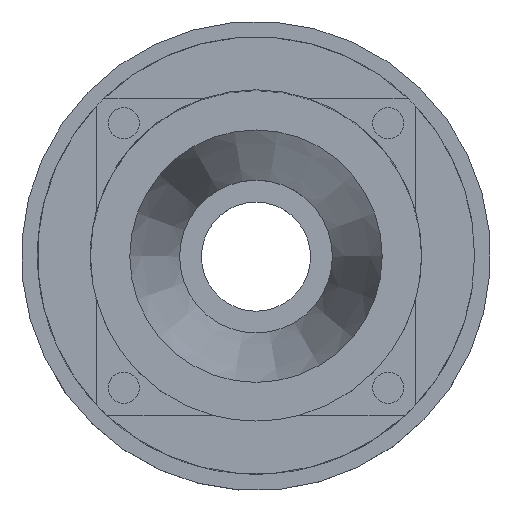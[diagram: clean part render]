
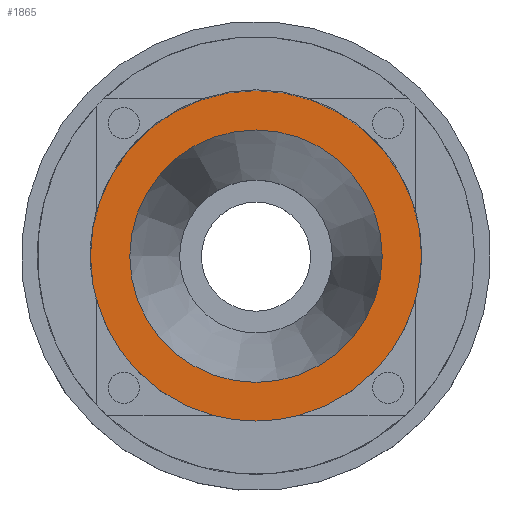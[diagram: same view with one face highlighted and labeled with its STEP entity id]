
A CAD part, top view. The second image highlights one B-rep face of the part: STEP entity #1865.
In plain terms, the highlighted planar face has unit normal (0, 0, 1).
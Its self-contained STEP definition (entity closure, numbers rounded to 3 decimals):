
#25=FACE_BOUND('',#239,.T.);
#53=PLANE('',#1991);
#132=FACE_OUTER_BOUND('',#238,.T.);
#238=EDGE_LOOP('',(#1309));
#239=EDGE_LOOP('',(#1310));
#364=CIRCLE('',#1987,16.199);
#367=CIRCLE('',#1992,21.25);
#819=VERTEX_POINT('',#3260);
#822=VERTEX_POINT('',#3270);
#1013=EDGE_CURVE('',#819,#819,#364,.T.);
#1018=EDGE_CURVE('',#822,#822,#367,.T.);
#1309=ORIENTED_EDGE('',*,*,#1018,.F.);
#1310=ORIENTED_EDGE('',*,*,#1013,.F.);
#1865=ADVANCED_FACE('',(#132,#25),#53,.F.);
#1987=AXIS2_PLACEMENT_3D('',#3261,#2217,#2218);
#1991=AXIS2_PLACEMENT_3D('',#3269,#2227,#2228);
#1992=AXIS2_PLACEMENT_3D('',#3271,#2229,#2230);
#2217=DIRECTION('center_axis',(0.,0.,
1.));
#2218=DIRECTION('ref_axis',(1.,0.,0.));
#2227=DIRECTION('center_axis',(0.,0.,
-1.));
#2228=DIRECTION('ref_axis',(-1.,0.,0.));
#2229=DIRECTION('center_axis',(0.,0.,
-1.));
#2230=DIRECTION('ref_axis',(1.,0.,0.));
#3260=CARTESIAN_POINT('',(-16.199,0.,-76.631));
#3261=CARTESIAN_POINT('Origin',(0.,0.,
-76.631));
#3269=CARTESIAN_POINT('Origin',(0.,0.,
-76.631));
#3270=CARTESIAN_POINT('',(-21.25,0.,-76.631));
#3271=CARTESIAN_POINT('Origin',(0.,0.,
-76.631));
